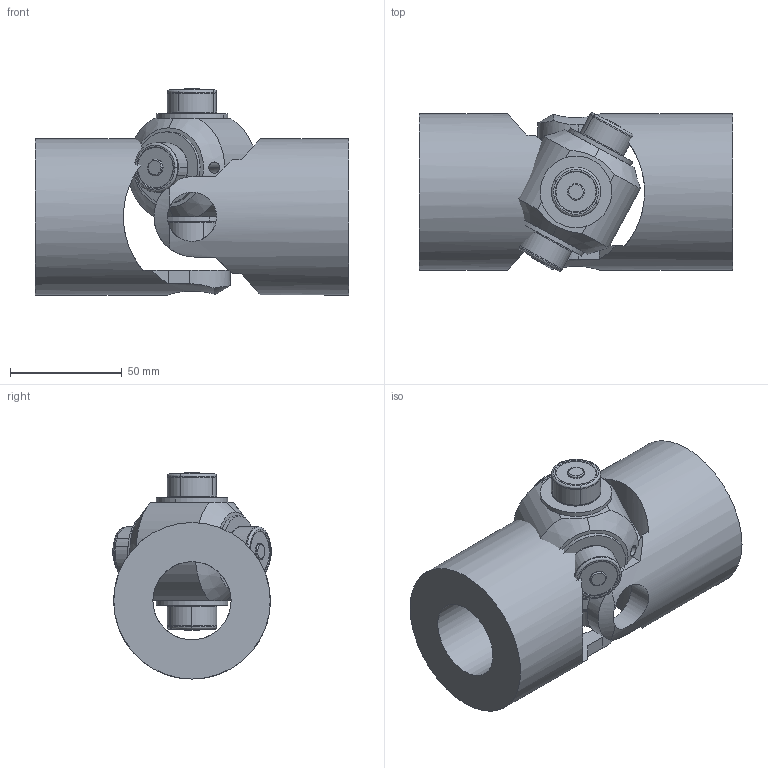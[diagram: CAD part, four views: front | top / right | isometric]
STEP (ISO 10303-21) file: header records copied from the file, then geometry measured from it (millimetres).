
FILE_DESCRIPTION(/* description */ ('Alibre Inc.'),/* implementation_level */ '2;1');
FILE_NAME(/* name */ 'export0',/* time_stamp */ '2012-08-13T16:20:40+02:00',/* author */ (''),/* organization */ (''),/* preprocessor_version */ 'ST-DEVELOPER v12',/* originating_system */ 'Alibre',/* authorisation */ '');
FILE_SCHEMA (('CONFIG_CONTROL_DESIGN'));
Length unit declared in the file: millimetre
Products named in the file (4): ID_1
Bounding box: 140 x 70.83 x 92.15 mm (x, y, z)
Volume: 370164.3 mm3; surface area: 84542.9 mm2
Topology: 11 solids, 11 shells, 236 faces, 536 edges, 339 vertices
Faces by surface type: cylinder 98, plane 66, torus 40, cone 32
Full cylindrical faces by diameter (mm): 22 x4, 35 x2, 70 x2
Entity records: 7469 total; most frequent: CARTESIAN_POINT 1850, DIRECTION 1098, ORIENTED_EDGE 1044, EDGE_CURVE 522, AXIS2_PLACEMENT_3D 519, VERTEX_POINT 333, EDGE_LOOP 289, FACE_BOUND 289
